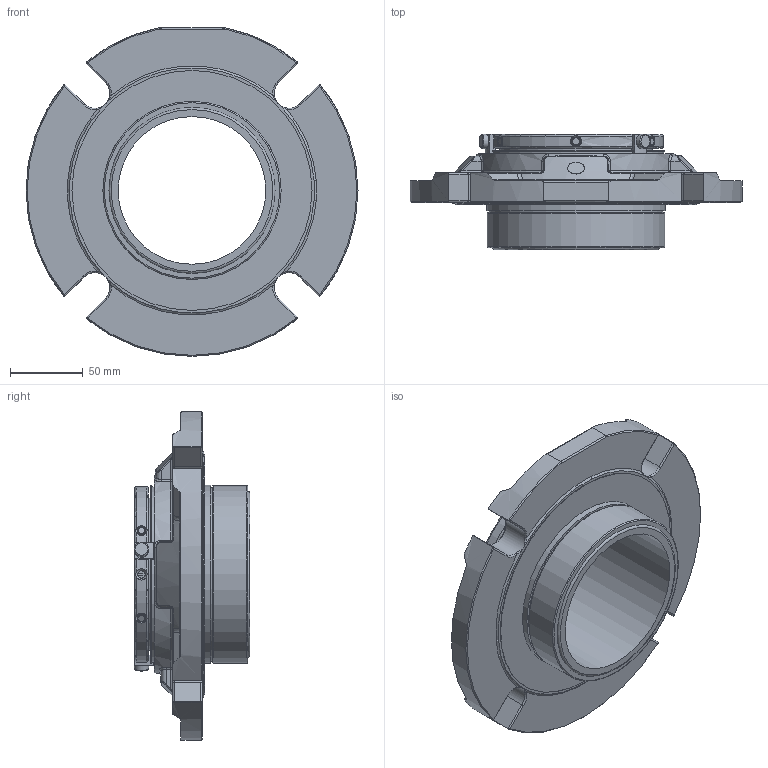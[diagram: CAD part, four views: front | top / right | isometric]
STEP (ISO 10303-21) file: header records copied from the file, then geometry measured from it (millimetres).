
FILE_DESCRIPTION(/* description */ ('Unknown'),/* implementation_level */ '2;1');
FILE_NAME(/* name */ '4.000',/* time_stamp */ '2023-04-04T16:19:59+01:00',/* author */ ('Unknown'),/* organization */ ('Unknown'),/* preprocessor_version */ 'ST-DEVELOPER v18.102',/* originating_system */ 'Solid Edge',/* authorisation */ 'Unknown');
FILE_SCHEMA (('AUTOMOTIVE_DESIGN {1 0 10303 214 3 1 1}'));
Length unit declared in the file: millimetre
Products named in the file (1): 4.000
Bounding box: 228.35 x 79.51 x 226.17 mm (x, y, z)
Volume: 835961.4 mm3; surface area: 133936.5 mm2
Topology: 1 solids, 1 shells, 595 faces, 1531 edges, 969 vertices
Faces by surface type: plane 230, cylinder 157, bspline 84, torus 72, cone 36, sphere 16
Full cylindrical faces by diameter (mm): 3.761 x1, 5 x2, 6 x9, 10 x3, 11.45 x1, 101.6 x1, 104.75 x1, 119.304 x1, 120.599 x1, 122.123 x1, 122.225 x1, 122.555 x1, 165.1 x1
Entity records: 24821 total; most frequent: CARTESIAN_POINT 7446, ORIENTED_EDGE 2862, DIRECTION 2519, EDGE_CURVE 1431, AXIS2_PLACEMENT_3D 1018, VERTEX_POINT 929, EDGE_LOOP 688, FACE_BOUND 688
